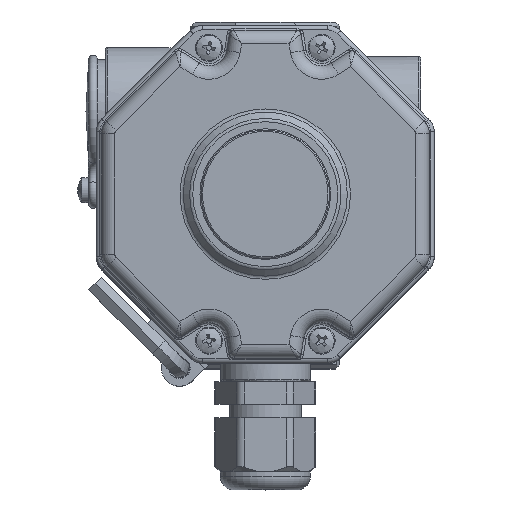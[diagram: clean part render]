
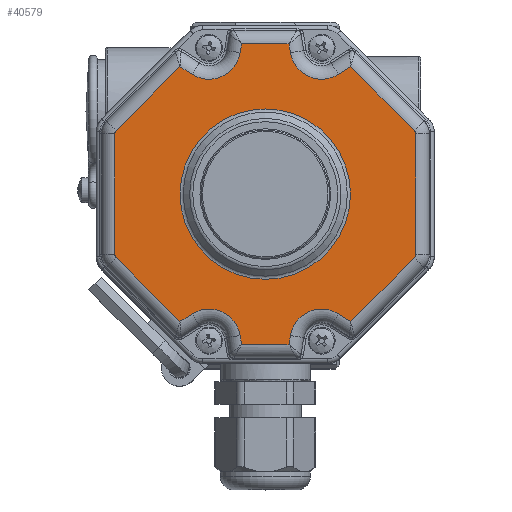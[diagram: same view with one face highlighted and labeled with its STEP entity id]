
A CAD part, top view. The second image highlights one B-rep face of the part: STEP entity #40579.
In plain terms, the highlighted face is planar.
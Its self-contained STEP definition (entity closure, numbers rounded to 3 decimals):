
#1403=PLANE('',#44323);
#3049=CIRCLE('',#44190,1.);
#3054=CIRCLE('',#44198,1.);
#3062=CIRCLE('',#44211,7.);
#3071=CIRCLE('',#44225,1.);
#3075=CIRCLE('',#44232,7.);
#3079=CIRCLE('',#44237,1.);
#3114=CIRCLE('',#44324,7.);
#3115=CIRCLE('',#44325,7.);
#3116=CIRCLE('',#44326,18.914);
#10268=ORIENTED_EDGE('',*,*,#18568,.T.);
#10269=ORIENTED_EDGE('',*,*,#18747,.T.);
#10270=ORIENTED_EDGE('',*,*,#18558,.T.);
#10271=ORIENTED_EDGE('',*,*,#18554,.T.);
#10272=ORIENTED_EDGE('',*,*,#18560,.T.);
#10273=ORIENTED_EDGE('',*,*,#18563,.T.);
#10274=ORIENTED_EDGE('',*,*,#18570,.T.);
#10275=ORIENTED_EDGE('',*,*,#18575,.T.);
#10276=ORIENTED_EDGE('',*,*,#18585,.T.);
#10277=ORIENTED_EDGE('',*,*,#18591,.T.);
#10278=ORIENTED_EDGE('',*,*,#18594,.T.);
#10279=ORIENTED_EDGE('',*,*,#18605,.T.);
#10280=ORIENTED_EDGE('',*,*,#18616,.T.);
#10281=ORIENTED_EDGE('',*,*,#18622,.T.);
#10282=ORIENTED_EDGE('',*,*,#18628,.T.);
#10283=ORIENTED_EDGE('',*,*,#18632,.T.);
#10284=ORIENTED_EDGE('',*,*,#18626,.T.);
#10285=ORIENTED_EDGE('',*,*,#18620,.T.);
#10286=ORIENTED_EDGE('',*,*,#18614,.T.);
#10287=ORIENTED_EDGE('',*,*,#18609,.T.);
#10288=ORIENTED_EDGE('',*,*,#18599,.T.);
#10289=ORIENTED_EDGE('',*,*,#18748,.T.);
#10290=ORIENTED_EDGE('',*,*,#18589,.T.);
#10291=ORIENTED_EDGE('',*,*,#18579,.T.);
#10292=ORIENTED_EDGE('',*,*,#18749,.T.);
#18554=EDGE_CURVE('',#23090,#23092,#26130,.T.);
#18558=EDGE_CURVE('',#23093,#23090,#26133,.T.);
#18560=EDGE_CURVE('',#23092,#23096,#3049,.T.);
#18563=EDGE_CURVE('',#23096,#23098,#26134,.T.);
#18568=EDGE_CURVE('',#23099,#23102,#26137,.T.);
#18570=EDGE_CURVE('',#23098,#23104,#3054,.T.);
#18575=EDGE_CURVE('',#23104,#23107,#26138,.T.);
#18579=EDGE_CURVE('',#23108,#23099,#26141,.T.);
#18585=EDGE_CURVE('',#23107,#23113,#26142,.T.);
#18589=EDGE_CURVE('',#23114,#23108,#26145,.T.);
#18591=EDGE_CURVE('',#23113,#23117,#3062,.T.);
#18594=EDGE_CURVE('',#23117,#23119,#26146,.T.);
#18599=EDGE_CURVE('',#23120,#23123,#26149,.T.);
#18605=EDGE_CURVE('',#23119,#23127,#26150,.T.);
#18609=EDGE_CURVE('',#23128,#23120,#26153,.T.);
#18614=EDGE_CURVE('',#23131,#23128,#3071,.T.);
#18616=EDGE_CURVE('',#23127,#23134,#26154,.T.);
#18620=EDGE_CURVE('',#23135,#23131,#26157,.T.);
#18622=EDGE_CURVE('',#23134,#23138,#3075,.T.);
#18626=EDGE_CURVE('',#23139,#23135,#3079,.T.);
#18628=EDGE_CURVE('',#23138,#23142,#26158,.T.);
#18632=EDGE_CURVE('',#23142,#23139,#26161,.T.);
#18747=EDGE_CURVE('',#23102,#23093,#3114,.T.);
#18748=EDGE_CURVE('',#23123,#23114,#3115,.T.);
#18749=EDGE_CURVE('',#23206,#23206,#3116,.T.);
#23090=VERTEX_POINT('',#68367);
#23092=VERTEX_POINT('',#68386);
#23093=VERTEX_POINT('',#68391);
#23096=VERTEX_POINT('',#68398);
#23098=VERTEX_POINT('',#68404);
#23099=VERTEX_POINT('',#68423);
#23102=VERTEX_POINT('',#68428);
#23104=VERTEX_POINT('',#68433);
#23107=VERTEX_POINT('',#68512);
#23108=VERTEX_POINT('',#68531);
#23113=VERTEX_POINT('',#68650);
#23114=VERTEX_POINT('',#68655);
#23117=VERTEX_POINT('',#68662);
#23119=VERTEX_POINT('',#68682);
#23120=VERTEX_POINT('',#68701);
#23123=VERTEX_POINT('',#68706);
#23127=VERTEX_POINT('',#68837);
#23128=VERTEX_POINT('',#68842);
#23131=VERTEX_POINT('',#68907);
#23134=VERTEX_POINT('',#68914);
#23135=VERTEX_POINT('',#68919);
#23138=VERTEX_POINT('',#68926);
#23139=VERTEX_POINT('',#68931);
#23142=VERTEX_POINT('',#68952);
#23206=VERTEX_POINT('',#69239);
#26130=LINE('',#68387,#28539);
#26133=LINE('',#68394,#28542);
#26134=LINE('',#68405,#28543);
#26137=LINE('',#68429,#28546);
#26138=LINE('',#68513,#28547);
#26141=LINE('',#68534,#28550);
#26142=LINE('',#68651,#28551);
#26145=LINE('',#68658,#28554);
#26146=LINE('',#68683,#28555);
#26149=LINE('',#68707,#28558);
#26150=LINE('',#68838,#28559);
#26153=LINE('',#68845,#28562);
#26154=LINE('',#68915,#28563);
#26157=LINE('',#68922,#28566);
#26158=LINE('',#68953,#28567);
#26161=LINE('',#68973,#28570);
#28539=VECTOR('',#52639,1000.);
#28542=VECTOR('',#52646,1000.);
#28543=VECTOR('',#52659,1000.);
#28546=VECTOR('',#52666,1000.);
#28547=VECTOR('',#52679,1000.);
#28550=VECTOR('',#52684,1000.);
#28551=VECTOR('',#52693,1000.);
#28554=VECTOR('',#52700,1000.);
#28555=VECTOR('',#52711,1000.);
#28558=VECTOR('',#52718,1000.);
#28559=VECTOR('',#52725,1000.);
#28562=VECTOR('',#52732,1000.);
#28563=VECTOR('',#52747,1000.);
#28566=VECTOR('',#52754,1000.);
#28567=VECTOR('',#52773,1000.);
#28570=VECTOR('',#52778,1000.);
#31059=EDGE_LOOP('',(#10268,#10269,#10270,#10271,#10272,#10273,#10274,#10275,
#10276,#10277,#10278,#10279,#10280,#10281,#10282,#10283,#10284,#10285,#10286,
#10287,#10288,#10289,#10290,#10291));
#31060=EDGE_LOOP('',(#10292));
#33841=FACE_BOUND('',#31059,.T.);
#33842=FACE_BOUND('',#31060,.T.);
#40579=ADVANCED_FACE('',(#33841,#33842),#1403,.T.);
#44190=AXIS2_PLACEMENT_3D('',#68399,#52651,#52652);
#44198=AXIS2_PLACEMENT_3D('',#68434,#52671,#52672);
#44211=AXIS2_PLACEMENT_3D('',#68663,#52705,#52706);
#44225=AXIS2_PLACEMENT_3D('',#68910,#52741,#52742);
#44232=AXIS2_PLACEMENT_3D('',#68927,#52759,#52760);
#44237=AXIS2_PLACEMENT_3D('',#68934,#52769,#52770);
#44323=AXIS2_PLACEMENT_3D('',#69235,#53025,#53026);
#44324=AXIS2_PLACEMENT_3D('',#69236,#53027,#53028);
#44325=AXIS2_PLACEMENT_3D('',#69237,#53029,#53030);
#44326=AXIS2_PLACEMENT_3D('',#69238,#53031,#53032);
#52639=DIRECTION('',(-0.707,0.,0.707));
#52646=DIRECTION('',(-0.844,0.,-0.536));
#52651=DIRECTION('',(0.,1.,0.));
#52652=DIRECTION('',(0.,0.,1.));
#52659=DIRECTION('',(0.,0.,1.));
#52666=DIRECTION('',(-0.156,0.,0.988));
#52671=DIRECTION('',(0.,1.,0.));
#52672=DIRECTION('',(0.,0.,1.));
#52679=DIRECTION('',(0.707,0.,0.707));
#52684=DIRECTION('',(-1.,0.,0.));
#52693=DIRECTION('',(0.844,0.,-0.536));
#52700=DIRECTION('',(-0.156,0.,-0.988));
#52705=DIRECTION('',(0.,-1.,0.));
#52706=DIRECTION('',(0.,0.,1.));
#52711=DIRECTION('',(0.156,0.,0.988));
#52718=DIRECTION('',(-0.844,0.,0.536));
#52725=DIRECTION('',(1.,0.,0.));
#52732=DIRECTION('',(-0.707,0.,-0.707));
#52741=DIRECTION('',(0.,1.,0.));
#52742=DIRECTION('',(0.,0.,1.));
#52747=DIRECTION('',(0.156,0.,-0.988));
#52754=DIRECTION('',(0.,0.,-1.));
#52759=DIRECTION('',(0.,-1.,0.));
#52760=DIRECTION('',(0.,0.,1.));
#52769=DIRECTION('',(0.,1.,0.));
#52770=DIRECTION('',(0.,0.,1.));
#52773=DIRECTION('',(0.844,0.,0.536));
#52778=DIRECTION('',(0.707,0.,-0.707));
#53025=DIRECTION('',(0.,1.,0.));
#53026=DIRECTION('',(0.,0.,1.));
#53027=DIRECTION('',(0.,-1.,0.));
#53028=DIRECTION('',(0.,0.,1.));
#53029=DIRECTION('',(0.,-1.,0.));
#53030=DIRECTION('',(0.,0.,1.));
#53031=DIRECTION('',(0.,-1.,0.));
#53032=DIRECTION('',(0.,0.,1.));
#68367=CARTESIAN_POINT('',(-18.939,26.,-28.296));
#68386=CARTESIAN_POINT('',(-33.107,26.,-14.128));
#68387=CARTESIAN_POINT('',(-33.107,26.,-14.128));
#68391=CARTESIAN_POINT('',(-16.251,26.,-26.59));
#68394=CARTESIAN_POINT('',(-20.292,26.,-29.154));
#68398=CARTESIAN_POINT('',(-33.4,26.,-13.421));
#68399=CARTESIAN_POINT('',(-32.4,26.,-13.421));
#68404=CARTESIAN_POINT('',(-33.4,26.,13.421));
#68405=CARTESIAN_POINT('',(-33.4,26.,13.421));
#68423=CARTESIAN_POINT('',(-5.27,26.,-33.4));
#68428=CARTESIAN_POINT('',(-5.586,26.,-31.405));
#68429=CARTESIAN_POINT('',(-10.302,26.,-1.632));
#68433=CARTESIAN_POINT('',(-33.107,26.,14.128));
#68434=CARTESIAN_POINT('',(-32.4,26.,13.421));
#68512=CARTESIAN_POINT('',(-18.939,26.,28.296));
#68513=CARTESIAN_POINT('',(-17.806,26.,29.429));
#68531=CARTESIAN_POINT('',(5.27,26.,-33.4));
#68534=CARTESIAN_POINT('',(-6.978,26.,-33.4));
#68650=CARTESIAN_POINT('',(-16.251,26.,26.59));
#68651=CARTESIAN_POINT('',(7.364,26.,11.603));
#68655=CARTESIAN_POINT('',(5.586,26.,-31.405));
#68658=CARTESIAN_POINT('',(5.003,26.,-35.087));
#68662=CARTESIAN_POINT('',(-5.586,26.,31.405));
#68663=CARTESIAN_POINT('',(-12.5,26.,32.5));
#68682=CARTESIAN_POINT('',(-5.27,26.,33.4));
#68683=CARTESIAN_POINT('',(-5.003,26.,35.087));
#68701=CARTESIAN_POINT('',(18.939,26.,-28.296));
#68706=CARTESIAN_POINT('',(16.251,26.,-26.59));
#68707=CARTESIAN_POINT('',(-7.364,26.,-11.603));
#68837=CARTESIAN_POINT('',(5.27,26.,33.4));
#68838=CARTESIAN_POINT('',(6.978,26.,33.4));
#68842=CARTESIAN_POINT('',(33.107,26.,-14.128));
#68845=CARTESIAN_POINT('',(17.806,26.,-29.429));
#68907=CARTESIAN_POINT('',(33.4,26.,-13.421));
#68910=CARTESIAN_POINT('',(32.4,26.,-13.421));
#68914=CARTESIAN_POINT('',(5.586,26.,31.405));
#68915=CARTESIAN_POINT('',(10.302,26.,1.632));
#68919=CARTESIAN_POINT('',(33.4,26.,13.421));
#68922=CARTESIAN_POINT('',(33.4,26.,-13.421));
#68926=CARTESIAN_POINT('',(16.251,26.,26.59));
#68927=CARTESIAN_POINT('',(12.5,26.,32.5));
#68931=CARTESIAN_POINT('',(33.107,26.,14.128));
#68934=CARTESIAN_POINT('',(32.4,26.,13.421));
#68952=CARTESIAN_POINT('',(18.939,26.,28.296));
#68953=CARTESIAN_POINT('',(20.292,26.,29.154));
#68973=CARTESIAN_POINT('',(33.107,26.,14.128));
#69235=CARTESIAN_POINT('',(0.,26.,0.));
#69236=CARTESIAN_POINT('',(-12.5,26.,-32.5));
#69237=CARTESIAN_POINT('',(12.5,26.,-32.5));
#69238=CARTESIAN_POINT('',(0.,26.,0.));
#69239=CARTESIAN_POINT('',(0.,26.,18.914));
